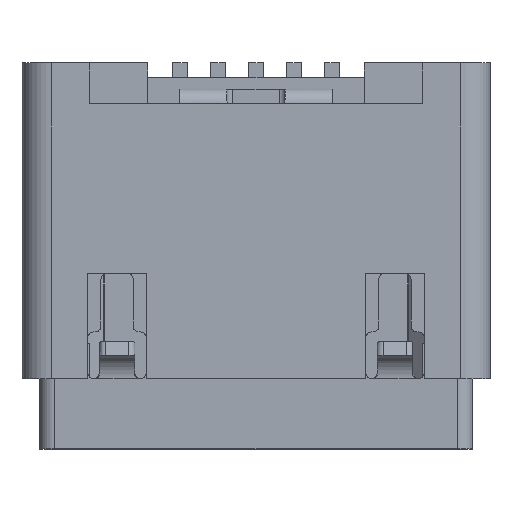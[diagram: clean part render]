
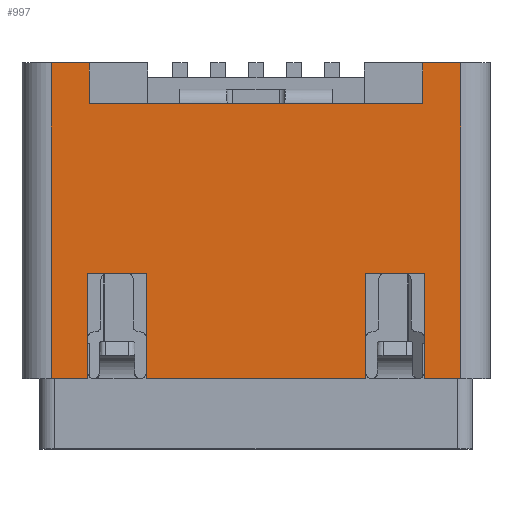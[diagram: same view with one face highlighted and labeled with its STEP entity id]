
A CAD part, top view. The second image highlights one B-rep face of the part: STEP entity #997.
In plain terms, the highlighted planar face has unit normal (0, 0, 1).
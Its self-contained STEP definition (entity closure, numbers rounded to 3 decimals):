
#997 = ADVANCED_FACE( '', ( #2207 ), #2208, .F. );
#2207 = FACE_OUTER_BOUND( '', #3801, .T. );
#2208 = PLANE( '', #3802 );
#3801 = EDGE_LOOP( '', ( #6806, #6807, #6808, #6809, #6810, #6811, #6812, #6813, #6814, #6815, #6816, #6817, #6818, #6819, #6820, #6821 ) );
#3802 = AXIS2_PLACEMENT_3D( '', #6822, #6823, #6824 );
#6806 = ORIENTED_EDGE( '', *, *, #10575, .T. );
#6807 = ORIENTED_EDGE( '', *, *, #10576, .T. );
#6808 = ORIENTED_EDGE( '', *, *, #9439, .T. );
#6809 = ORIENTED_EDGE( '', *, *, #10577, .F. );
#6810 = ORIENTED_EDGE( '', *, *, #10578, .T. );
#6811 = ORIENTED_EDGE( '', *, *, #10545, .T. );
#6812 = ORIENTED_EDGE( '', *, *, #9564, .T. );
#6813 = ORIENTED_EDGE( '', *, *, #10579, .T. );
#6814 = ORIENTED_EDGE( '', *, *, #10363, .T. );
#6815 = ORIENTED_EDGE( '', *, *, #10580, .T. );
#6816 = ORIENTED_EDGE( '', *, *, #9486, .T. );
#6817 = ORIENTED_EDGE( '', *, *, #10581, .T. );
#6818 = ORIENTED_EDGE( '', *, *, #10582, .T. );
#6819 = ORIENTED_EDGE( '', *, *, #10583, .T. );
#6820 = ORIENTED_EDGE( '', *, *, #10584, .F. );
#6821 = ORIENTED_EDGE( '', *, *, #10585, .F. );
#6822 = CARTESIAN_POINT( '', ( -3.5, 2.7, 1.45 ) );
#6823 = DIRECTION( '', ( 0., 0., -1. ) );
#6824 = DIRECTION( '', ( -1., 0., 0. ) );
#9439 = EDGE_CURVE( '', #11298, #11295, #11299, .T. );
#9486 = EDGE_CURVE( '', #11384, #11382, #11385, .T. );
#9564 = EDGE_CURVE( '', #11526, #11524, #11527, .T. );
#10363 = EDGE_CURVE( '', #12875, #12873, #12876, .T. );
#10545 = EDGE_CURVE( '', #13150, #11526, #13151, .T. );
#10575 = EDGE_CURVE( '', #13188, #13189, #13190, .T. );
#10576 = EDGE_CURVE( '', #13189, #11298, #13191, .T. );
#10577 = EDGE_CURVE( '', #13192, #11295, #13193, .T. );
#10578 = EDGE_CURVE( '', #13192, #13150, #13194, .T. );
#10579 = EDGE_CURVE( '', #11524, #12875, #13195, .T. );
#10580 = EDGE_CURVE( '', #12873, #11384, #13196, .T. );
#10581 = EDGE_CURVE( '', #11382, #13197, #13198, .T. );
#10582 = EDGE_CURVE( '', #13197, #13199, #13200, .T. );
#10583 = EDGE_CURVE( '', #13199, #13201, #13202, .T. );
#10584 = EDGE_CURVE( '', #13203, #13201, #13204, .T. );
#10585 = EDGE_CURVE( '', #13188, #13203, #13205, .T. );
#11295 = VERTEX_POINT( '', #14068 );
#11298 = VERTEX_POINT( '', #14072 );
#11299 = LINE( '', #14073, #14074 );
#11382 = VERTEX_POINT( '', #14182 );
#11384 = VERTEX_POINT( '', #14185 );
#11385 = LINE( '', #14186, #14187 );
#11524 = VERTEX_POINT( '', #14427 );
#11526 = VERTEX_POINT( '', #14430 );
#11527 = LINE( '', #14431, #14432 );
#12873 = VERTEX_POINT( '', #16340 );
#12875 = VERTEX_POINT( '', #16343 );
#12876 = LINE( '', #16344, #16345 );
#13150 = VERTEX_POINT( '', #16777 );
#13151 = LINE( '', #16778, #16779 );
#13188 = VERTEX_POINT( '', #16840 );
#13189 = VERTEX_POINT( '', #16841 );
#13190 = LINE( '', #16842, #16843 );
#13191 = LINE( '', #16844, #16845 );
#13192 = VERTEX_POINT( '', #16846 );
#13193 = LINE( '', #16847, #16848 );
#13194 = LINE( '', #16849, #16850 );
#13195 = LINE( '', #16851, #16852 );
#13196 = LINE( '', #16853, #16854 );
#13197 = VERTEX_POINT( '', #16855 );
#13198 = LINE( '', #16856, #16857 );
#13199 = VERTEX_POINT( '', #16858 );
#13200 = LINE( '', #16859, #16860 );
#13201 = VERTEX_POINT( '', #16861 );
#13202 = LINE( '', #16862, #16863 );
#13203 = VERTEX_POINT( '', #16864 );
#13204 = LINE( '', #16865, #16866 );
#13205 = LINE( '', #16867, #16868 );
#14068 = CARTESIAN_POINT( '', ( -2.85, 2.7, 1.45 ) );
#14072 = CARTESIAN_POINT( '', ( -2.85, 2., 1.45 ) );
#14073 = CARTESIAN_POINT( '', ( -2.85, 2., 1.45 ) );
#14074 = VECTOR( '', #18255, 1000. );
#14182 = CARTESIAN_POINT( '', ( 1.875, -0.9, 1.45 ) );
#14185 = CARTESIAN_POINT( '', ( 1.875, -2.7, 1.45 ) );
#14186 = CARTESIAN_POINT( '', ( 1.875, -2.7, 1.45 ) );
#14187 = VECTOR( '', #18321, 1000. );
#14427 = CARTESIAN_POINT( '', ( -2.875, -0.9, 1.45 ) );
#14430 = CARTESIAN_POINT( '', ( -2.875, -2.7, 1.45 ) );
#14431 = CARTESIAN_POINT( '', ( -2.875, -2.7, 1.45 ) );
#14432 = VECTOR( '', #18410, 1000. );
#16340 = CARTESIAN_POINT( '', ( -1.875, -2.7, 1.45 ) );
#16343 = CARTESIAN_POINT( '', ( -1.875, -0.9, 1.45 ) );
#16344 = CARTESIAN_POINT( '', ( -1.875, -0.9, 1.45 ) );
#16345 = VECTOR( '', #19320, 1000. );
#16777 = CARTESIAN_POINT( '', ( -3.5, -2.7, 1.45 ) );
#16778 = CARTESIAN_POINT( '', ( -3.5, -2.7, 1.45 ) );
#16779 = VECTOR( '', #19546, 1000. );
#16840 = CARTESIAN_POINT( '', ( 2.85, 2.7, 1.45 ) );
#16841 = CARTESIAN_POINT( '', ( 2.85, 2., 1.45 ) );
#16842 = CARTESIAN_POINT( '', ( 2.85, 2.7, 1.45 ) );
#16843 = VECTOR( '', #19582, 1000. );
#16844 = CARTESIAN_POINT( '', ( 2.85, 2., 1.45 ) );
#16845 = VECTOR( '', #19583, 1000. );
#16846 = CARTESIAN_POINT( '', ( -3.5, 2.7, 1.45 ) );
#16847 = CARTESIAN_POINT( '', ( -3.5, 2.7, 1.45 ) );
#16848 = VECTOR( '', #19584, 1000. );
#16849 = CARTESIAN_POINT( '', ( -3.5, 2.7, 1.45 ) );
#16850 = VECTOR( '', #19585, 1000. );
#16851 = CARTESIAN_POINT( '', ( -2.875, -0.9, 1.45 ) );
#16852 = VECTOR( '', #19586, 1000. );
#16853 = CARTESIAN_POINT( '', ( -3.5, -2.7, 1.45 ) );
#16854 = VECTOR( '', #19587, 1000. );
#16855 = CARTESIAN_POINT( '', ( 2.875, -0.9, 1.45 ) );
#16856 = CARTESIAN_POINT( '', ( 1.875, -0.9, 1.45 ) );
#16857 = VECTOR( '', #19588, 1000. );
#16858 = CARTESIAN_POINT( '', ( 2.875, -2.7, 1.45 ) );
#16859 = CARTESIAN_POINT( '', ( 2.875, -0.9, 1.45 ) );
#16860 = VECTOR( '', #19589, 1000. );
#16861 = CARTESIAN_POINT( '', ( 3.5, -2.7, 1.45 ) );
#16862 = CARTESIAN_POINT( '', ( -3.5, -2.7, 1.45 ) );
#16863 = VECTOR( '', #19590, 1000. );
#16864 = CARTESIAN_POINT( '', ( 3.5, 2.7, 1.45 ) );
#16865 = CARTESIAN_POINT( '', ( 3.5, 2.7, 1.45 ) );
#16866 = VECTOR( '', #19591, 1000. );
#16867 = CARTESIAN_POINT( '', ( -3.5, 2.7, 1.45 ) );
#16868 = VECTOR( '', #19592, 1000. );
#18255 = DIRECTION( '', ( 0., 1., 0. ) );
#18321 = DIRECTION( '', ( 0., 1., 0. ) );
#18410 = DIRECTION( '', ( 0., 1., 0. ) );
#19320 = DIRECTION( '', ( 0., -1., 0. ) );
#19546 = DIRECTION( '', ( 1., 0., 0. ) );
#19582 = DIRECTION( '', ( 0., -1., 0. ) );
#19583 = DIRECTION( '', ( -1., 0., 0. ) );
#19584 = DIRECTION( '', ( 1., 0., 0. ) );
#19585 = DIRECTION( '', ( 0., -1., 0. ) );
#19586 = DIRECTION( '', ( 1., 0., 0. ) );
#19587 = DIRECTION( '', ( 1., 0., 0. ) );
#19588 = DIRECTION( '', ( 1., 0., 0. ) );
#19589 = DIRECTION( '', ( 0., -1., 0. ) );
#19590 = DIRECTION( '', ( 1., 0., 0. ) );
#19591 = DIRECTION( '', ( 0., -1., 0. ) );
#19592 = DIRECTION( '', ( 1., 0., 0. ) );
